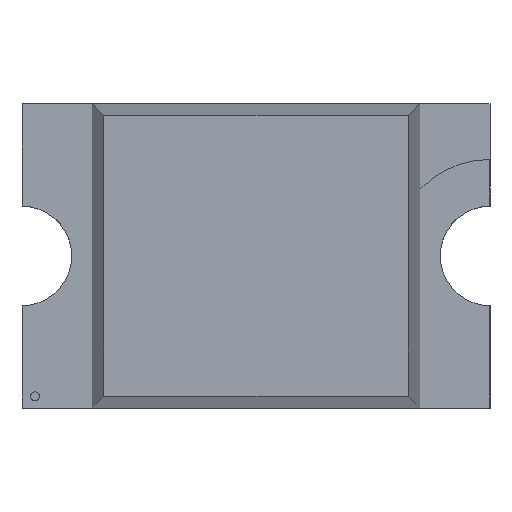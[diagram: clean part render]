
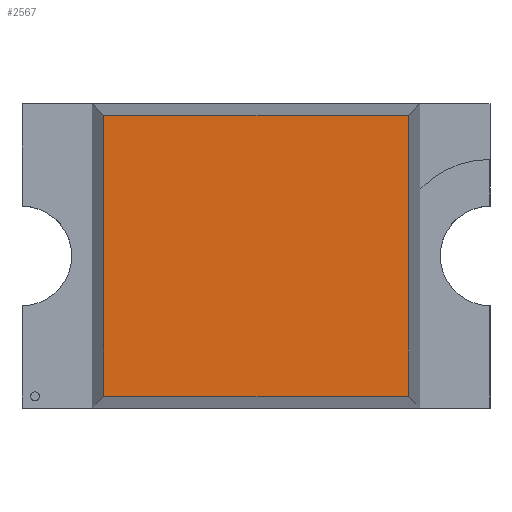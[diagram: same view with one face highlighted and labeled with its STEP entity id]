
A CAD part, top view. The second image highlights one B-rep face of the part: STEP entity #2567.
In plain terms, the highlighted planar face has unit normal (0, 0, 1).
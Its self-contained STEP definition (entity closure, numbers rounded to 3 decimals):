
#142=PLANE('',#3405);
#434=LINE('',#4829,#732);
#435=LINE('',#4832,#733);
#436=LINE('',#4834,#734);
#437=LINE('',#4836,#735);
#732=VECTOR('',#4092,1000.);
#733=VECTOR('',#4093,1000.);
#734=VECTOR('',#4094,1000.);
#735=VECTOR('',#4095,1000.);
#1438=ORIENTED_EDGE('',*,*,#1809,.F.);
#1439=ORIENTED_EDGE('',*,*,#1810,.F.);
#1440=ORIENTED_EDGE('',*,*,#1811,.T.);
#1441=ORIENTED_EDGE('',*,*,#1812,.T.);
#1809=EDGE_CURVE('',#2051,#2052,#434,.T.);
#1810=EDGE_CURVE('',#2053,#2051,#435,.T.);
#1811=EDGE_CURVE('',#2053,#2054,#436,.T.);
#1812=EDGE_CURVE('',#2054,#2052,#437,.T.);
#2051=VERTEX_POINT('',#4830);
#2052=VERTEX_POINT('',#4831);
#2053=VERTEX_POINT('',#4833);
#2054=VERTEX_POINT('',#4835);
#2257=EDGE_LOOP('',(#1438,#1439,#1440,#1441));
#2400=FACE_BOUND('',#2257,.T.);
#2567=ADVANCED_FACE('',(#2400),#142,.F.);
#3405=AXIS2_PLACEMENT_3D('',#4828,#4090,#4091);
#4090=DIRECTION('',(0.,0.,-1.));
#4091=DIRECTION('',(-1.,0.,0.));
#4092=DIRECTION('',(1.,0.,0.));
#4093=DIRECTION('',(0.,1.,0.));
#4094=DIRECTION('',(1.,0.,0.));
#4095=DIRECTION('',(0.,1.,0.));
#4828=CARTESIAN_POINT('',(-0.65,-0.65,0.8));
#4829=CARTESIAN_POINT('',(-0.7,0.6,0.8));
#4830=CARTESIAN_POINT('',(-0.65,0.6,0.8));
#4831=CARTESIAN_POINT('',(0.65,0.6,0.8));
#4832=CARTESIAN_POINT('',(-0.65,-0.65,0.8));
#4833=CARTESIAN_POINT('',(-0.65,-0.6,0.8));
#4834=CARTESIAN_POINT('',(-0.7,-0.6,0.8));
#4835=CARTESIAN_POINT('',(0.65,-0.6,0.8));
#4836=CARTESIAN_POINT('',(0.65,-0.65,0.8));
